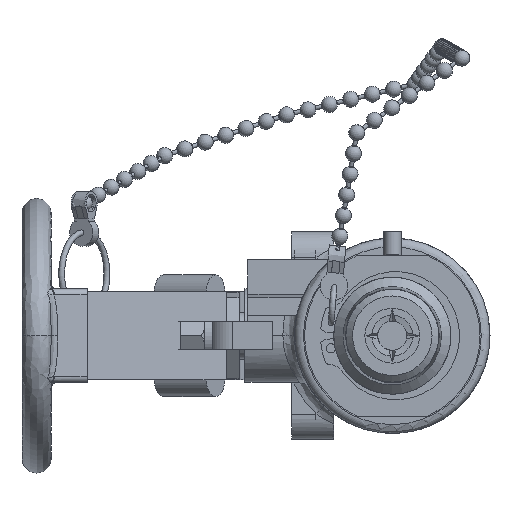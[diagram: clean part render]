
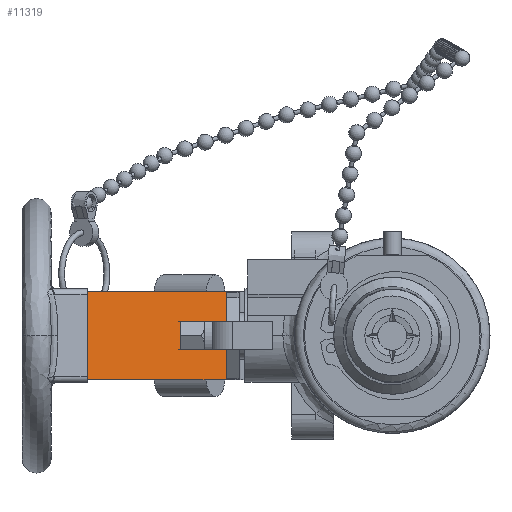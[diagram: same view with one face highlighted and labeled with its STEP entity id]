
A CAD part, left-side view. The second image highlights one B-rep face of the part: STEP entity #11319.
In plain terms, the highlighted planar face has unit normal (-0.838, -0.545, 0).
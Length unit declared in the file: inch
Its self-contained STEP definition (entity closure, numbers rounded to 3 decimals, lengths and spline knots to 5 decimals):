
#97=CARTESIAN_POINT('',(0.6465,1.42,-0.375));
#98=VERTEX_POINT('',#97);
#105=CARTESIAN_POINT('',(-0.1255,2.60769,-0.375));
#106=VERTEX_POINT('',#105);
#107=CARTESIAN_POINT('',(-0.1255,2.60769,-0.375));
#108=DIRECTION('',(0.545,-0.838,0.));
#109=VECTOR('',#108,1.41654);
#110=LINE('',#107,#109);
#111=EDGE_CURVE('',#106,#98,#110,.T.);
#327=CARTESIAN_POINT('',(-0.1255,2.60769,0.375));
#328=VERTEX_POINT('',#327);
#335=CARTESIAN_POINT('',(0.6465,1.42,0.375));
#336=VERTEX_POINT('',#335);
#337=CARTESIAN_POINT('',(0.6465,1.42,0.375));
#338=DIRECTION('',(-0.545,0.838,0.));
#339=VECTOR('',#338,1.41654);
#340=LINE('',#337,#339);
#341=EDGE_CURVE('',#336,#328,#340,.T.);
#8579=CARTESIAN_POINT('',(-0.1255,2.60769,0.375));
#8580=DIRECTION('',(0.0,0.0,-1.0));
#8581=VECTOR('',#8580,0.75);
#8582=LINE('',#8579,#8581);
#8583=EDGE_CURVE('',#328,#106,#8582,.T.);
#11255=CARTESIAN_POINT('',(-0.4065,3.04,0.375));
#11256=DIRECTION('',(-0.838,-0.545,0.));
#11257=DIRECTION('',(-0.545,0.838,0.));
#11258=AXIS2_PLACEMENT_3D('',#11255,#11256,#11257);
#11259=PLANE('',#11258);
#11260=ORIENTED_EDGE('',*,*,#8583,.T.);
#11261=ORIENTED_EDGE('',*,*,#111,.T.);
#11262=CARTESIAN_POINT('',(0.6465,1.42,-0.12));
#11263=VERTEX_POINT('',#11262);
#11264=CARTESIAN_POINT('',(0.6465,1.42,-0.12));
#11265=DIRECTION('',(0.0,0.0,-1.0));
#11266=VECTOR('',#11265,0.255);
#11267=LINE('',#11264,#11266);
#11268=EDGE_CURVE('',#11263,#98,#11267,.T.);
#11269=ORIENTED_EDGE('',*,*,#11268,.F.);
#11270=CARTESIAN_POINT('',(0.62845,1.44776,-0.12));
#11271=VERTEX_POINT('',#11270);
#11272=CARTESIAN_POINT('',(0.6465,1.42,-0.12));
#11273=DIRECTION('',(-0.545,0.838,0.));
#11274=VECTOR('',#11273,0.03311);
#11275=LINE('',#11272,#11274);
#11276=EDGE_CURVE('',#11263,#11271,#11275,.T.);
#11277=ORIENTED_EDGE('',*,*,#11276,.T.);
#11278=CARTESIAN_POINT('',(0.39301,1.80998,-0.12));
#11279=VERTEX_POINT('',#11278);
#11280=CARTESIAN_POINT('',(0.62845,1.44776,-0.12));
#11281=DIRECTION('',(-0.545,0.838,0.));
#11282=VECTOR('',#11281,0.43201);
#11283=LINE('',#11280,#11282);
#11284=EDGE_CURVE('',#11271,#11279,#11283,.T.);
#11285=ORIENTED_EDGE('',*,*,#11284,.T.);
#11286=CARTESIAN_POINT('',(0.39301,1.80998,0.12));
#11287=VERTEX_POINT('',#11286);
#11288=CARTESIAN_POINT('',(0.39301,1.80998,-0.12));
#11289=DIRECTION('',(0.0,0.0,1.0));
#11290=VECTOR('',#11289,0.24);
#11291=LINE('',#11288,#11290);
#11292=EDGE_CURVE('',#11279,#11287,#11291,.T.);
#11293=ORIENTED_EDGE('',*,*,#11292,.T.);
#11294=CARTESIAN_POINT('',(0.62845,1.44776,0.12));
#11295=VERTEX_POINT('',#11294);
#11296=CARTESIAN_POINT('',(0.39301,1.80998,0.12));
#11297=DIRECTION('',(0.545,-0.838,0.));
#11298=VECTOR('',#11297,0.43201);
#11299=LINE('',#11296,#11298);
#11300=EDGE_CURVE('',#11287,#11295,#11299,.T.);
#11301=ORIENTED_EDGE('',*,*,#11300,.T.);
#11302=CARTESIAN_POINT('',(0.6465,1.42,0.12));
#11303=VERTEX_POINT('',#11302);
#11304=CARTESIAN_POINT('',(0.62845,1.44776,0.12));
#11305=DIRECTION('',(0.545,-0.838,0.));
#11306=VECTOR('',#11305,0.03311);
#11307=LINE('',#11304,#11306);
#11308=EDGE_CURVE('',#11295,#11303,#11307,.T.);
#11309=ORIENTED_EDGE('',*,*,#11308,.T.);
#11310=CARTESIAN_POINT('',(0.6465,1.42,0.375));
#11311=DIRECTION('',(0.0,0.0,-1.0));
#11312=VECTOR('',#11311,0.255);
#11313=LINE('',#11310,#11312);
#11314=EDGE_CURVE('',#336,#11303,#11313,.T.);
#11315=ORIENTED_EDGE('',*,*,#11314,.F.);
#11316=ORIENTED_EDGE('',*,*,#341,.T.);
#11317=EDGE_LOOP('',(#11260,#11261,#11269,#11277,#11285,#11293,#11301,#11309,#11315,#11316));
#11318=FACE_OUTER_BOUND('',#11317,.T.);
#11319=ADVANCED_FACE('',(#11318),#11259,.T.);
